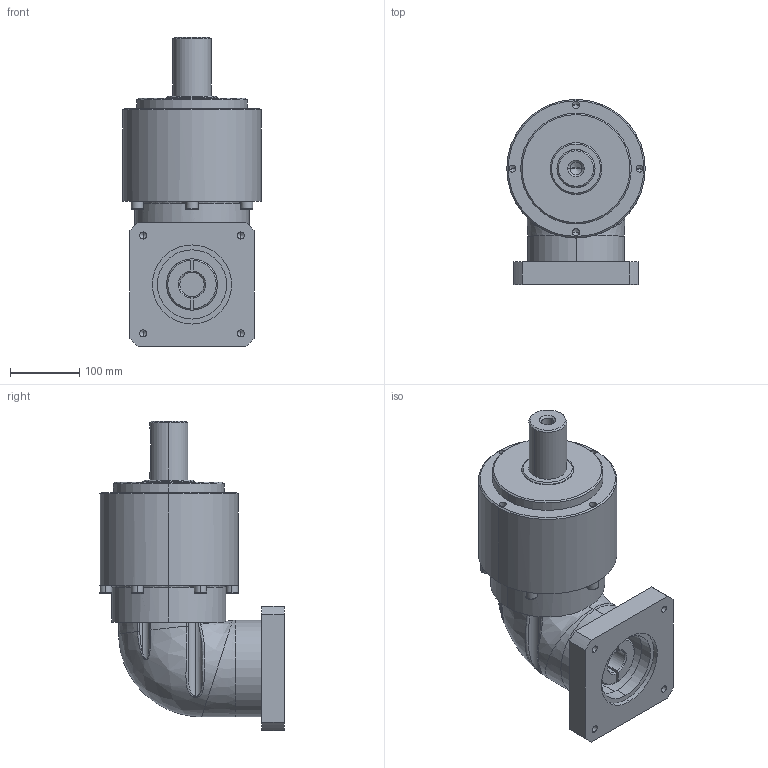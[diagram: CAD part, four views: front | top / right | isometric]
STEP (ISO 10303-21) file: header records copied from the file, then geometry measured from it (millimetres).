
FILE_DESCRIPTION((''),'2;1');
FILE_NAME('EVL205-S2-L2_1_','2022-07-05T13:52:05',('Administrator'),(''),'CREO PARAMETRIC BY PTC INC, 2019010','CREO PARAMETRIC BY PTC INC, 2019010','');
FILE_SCHEMA(('CONFIG_CONTROL_DESIGN'));
Length unit declared in the file: millimetre
Products named in the file (1): EVL205-S2-L2_1_
Bounding box: 200 x 267.1 x 447.2 mm (x, y, z)
Volume: 9216925.8 mm3; surface area: 385826.2 mm2
Topology: 1 solids, 1 shells, 226 faces, 574 edges, 356 vertices
Faces by surface type: plane 86, cylinder 71, cone 32, torus 19, bspline 18
Entity records: 9954 total; most frequent: CARTESIAN_POINT 4578, DIRECTION 1115, ORIENTED_EDGE 1112, EDGE_CURVE 556, AXIS2_PLACEMENT_3D 432, VERTEX_POINT 356, VECTOR 251, LINE 251
